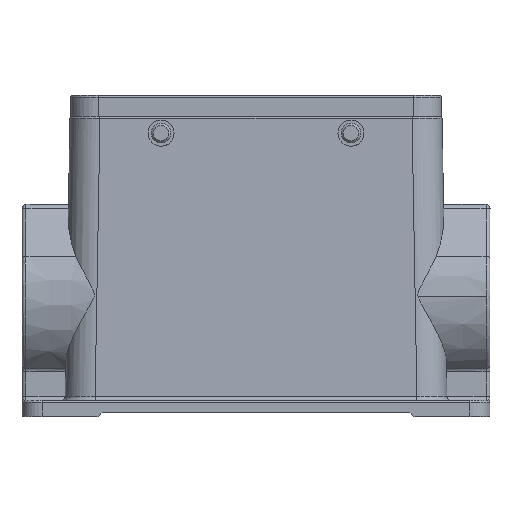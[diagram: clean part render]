
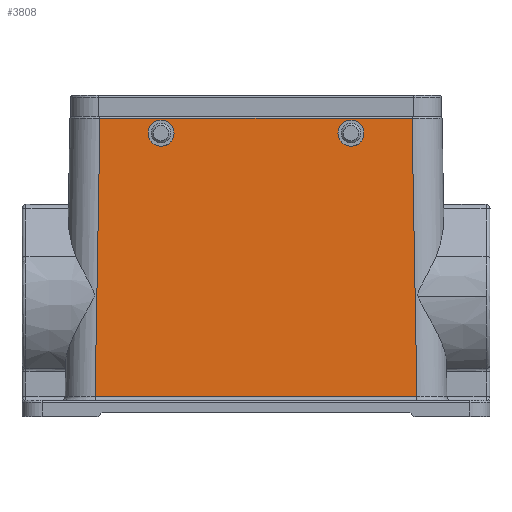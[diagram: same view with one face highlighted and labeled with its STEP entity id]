
A CAD part, top view. The second image highlights one B-rep face of the part: STEP entity #3808.
In plain terms, the highlighted planar face has unit normal (0, 0.018, 1).
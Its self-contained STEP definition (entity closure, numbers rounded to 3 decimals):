
#22 = CARTESIAN_POINT ( 'NONE',  ( -27., 46.8, 21.573 ) ) ;
#43 = CARTESIAN_POINT ( 'NONE',  ( 27., 46.8, 21.573 ) ) ;
#86 = CARTESIAN_POINT ( 'NONE',  ( -20.5, 46.8, 21.573 ) ) ;
#107 = CARTESIAN_POINT ( 'NONE',  ( -40.223, -19.017, 22.722 ) ) ;
#139 = CARTESIAN_POINT ( 'NONE',  ( 40.223, -19.017, 22.722 ) ) ;
#143 = CARTESIAN_POINT ( 'NONE',  ( 20.5, 46.8, 21.573 ) ) ;
#161 = CARTESIAN_POINT ( 'NONE',  ( 39.01, 50.509, 21.509 ) ) ;
#170 = CARTESIAN_POINT ( 'NONE',  ( -39.01, 50.509, 21.509 ) ) ;
#433 = VECTOR ( 'NONE', #9557, 1000. ) ;
#435 = VECTOR ( 'NONE', #9554, 1000. ) ;
#440 = VECTOR ( 'NONE', #9531, 1000. ) ;
#442 = VECTOR ( 'NONE', #9218, 1000. ) ;
#476 =( BOUNDED_CURVE ( )  B_SPLINE_CURVE ( 3, ( #8226, #8227, #8228, #8229 ),
 .UNSPECIFIED., .F., .T. ) 
 B_SPLINE_CURVE_WITH_KNOTS ( ( 4, 4 ),
 ( 4.712, 7.854 ),
 .UNSPECIFIED. ) 
 CURVE ( )  GEOMETRIC_REPRESENTATION_ITEM ( )  RATIONAL_B_SPLINE_CURVE ( ( 1., 0.333, 0.333, 1. ) ) 
 REPRESENTATION_ITEM ( '' )  );
#2615 = EDGE_LOOP ( 'NONE', ( #6668, #6676 ) ) ;
#2623 = EDGE_LOOP ( 'NONE', ( #6641, #6651, #6639, #6650 ) ) ;
#2625 = EDGE_LOOP ( 'NONE', ( #6644, #6640 ) ) ;
#2963 = PLANE ( 'NONE',  #10327 ) ;
#2964 = CARTESIAN_POINT ( 'NONE',  ( -49.298, 51., 21.5 ) ) ;
#2965 = DIRECTION ( 'NONE',  ( 0., 0.017, 1. ) ) ;
#2966 = DIRECTION ( 'NONE',  ( 0., -1., 0.017 ) ) ;
#3443 = EDGE_CURVE ( 'NONE', #4994, #5123, #10106, .T. ) ;
#3458 = EDGE_CURVE ( 'NONE', #5150, #5161, #9216, .T. ) ;
#3460 = EDGE_CURVE ( 'NONE', #5123, #4994, #10107, .T. ) ;
#3461 = EDGE_CURVE ( 'NONE', #5116, #5150, #9529, .T. ) ;
#3464 = EDGE_CURVE ( 'NONE', #5161, #5076, #9552, .T. ) ;
#3465 = EDGE_CURVE ( 'NONE', #5076, #5116, #9555, .T. ) ;
#3466 = EDGE_CURVE ( 'NONE', #5051, #4964, #10081, .T. ) ;
#3527 = EDGE_CURVE ( 'NONE', #4964, #5051, #476, .T. ) ;
#3808 = ADVANCED_FACE ( 'NONE', ( #10320, #10322, #10325 ), #2963, .T. ) ;
#4964 = VERTEX_POINT ( 'NONE', #22 ) ;
#4994 = VERTEX_POINT ( 'NONE', #43 ) ;
#5051 = VERTEX_POINT ( 'NONE', #86 ) ;
#5076 = VERTEX_POINT ( 'NONE', #107 ) ;
#5116 = VERTEX_POINT ( 'NONE', #139 ) ;
#5123 = VERTEX_POINT ( 'NONE', #143 ) ;
#5150 = VERTEX_POINT ( 'NONE', #161 ) ;
#5161 = VERTEX_POINT ( 'NONE', #170 ) ;
#6639 = ORIENTED_EDGE ( 'NONE', *, *, #3464, .T. ) ;
#6640 = ORIENTED_EDGE ( 'NONE', *, *, #3460, .T. ) ;
#6641 = ORIENTED_EDGE ( 'NONE', *, *, #3461, .T. ) ;
#6644 = ORIENTED_EDGE ( 'NONE', *, *, #3443, .T. ) ;
#6650 = ORIENTED_EDGE ( 'NONE', *, *, #3465, .T. ) ;
#6651 = ORIENTED_EDGE ( 'NONE', *, *, #3458, .T. ) ;
#6668 = ORIENTED_EDGE ( 'NONE', *, *, #3527, .T. ) ;
#6676 = ORIENTED_EDGE ( 'NONE', *, *, #3466, .T. ) ;
#8226 = CARTESIAN_POINT ( 'NONE',  ( -27., 46.8, 21.573 ) ) ;
#8227 = CARTESIAN_POINT ( 'NONE',  ( -27., 53.3, 21.46 ) ) ;
#8228 = CARTESIAN_POINT ( 'NONE',  ( -20.5, 53.3, 21.46 ) ) ;
#8229 = CARTESIAN_POINT ( 'NONE',  ( -20.5, 46.8, 21.573 ) ) ;
#9156 = CARTESIAN_POINT ( 'NONE',  ( 27., 46.8, 21.573 ) ) ;
#9157 = CARTESIAN_POINT ( 'NONE',  ( 27., 40.3, 21.687 ) ) ;
#9158 = CARTESIAN_POINT ( 'NONE',  ( 20.5, 40.3, 21.687 ) ) ;
#9159 = CARTESIAN_POINT ( 'NONE',  ( 20.5, 46.8, 21.573 ) ) ;
#9216 = LINE ( 'NONE', #9217, #442 ) ;
#9217 = CARTESIAN_POINT ( 'NONE',  ( -49.298, 50.509, 21.509 ) ) ;
#9218 = DIRECTION ( 'NONE',  ( -1., 0., 0. ) ) ;
#9524 = CARTESIAN_POINT ( 'NONE',  ( 20.5, 46.8, 21.573 ) ) ;
#9525 = CARTESIAN_POINT ( 'NONE',  ( 20.5, 53.3, 21.46 ) ) ;
#9526 = CARTESIAN_POINT ( 'NONE',  ( 27., 53.3, 21.46 ) ) ;
#9527 = CARTESIAN_POINT ( 'NONE',  ( 27., 46.8, 21.573 ) ) ;
#9529 = LINE ( 'NONE', #9530, #440 ) ;
#9530 = CARTESIAN_POINT ( 'NONE',  ( 40.223, -19.017, 22.722 ) ) ;
#9531 = DIRECTION ( 'NONE',  ( -0.017, 1., -0.017 ) ) ;
#9552 = LINE ( 'NONE', #9553, #435 ) ;
#9553 = CARTESIAN_POINT ( 'NONE',  ( -39.01, 50.509, 21.509 ) ) ;
#9554 = DIRECTION ( 'NONE',  ( -0.017, -1., 0.017 ) ) ;
#9555 = LINE ( 'NONE', #9556, #433 ) ;
#9556 = CARTESIAN_POINT ( 'NONE',  ( -49.298, -19.017, 22.722 ) ) ;
#9557 = DIRECTION ( 'NONE',  ( 1., 0., 0. ) ) ;
#9558 = CARTESIAN_POINT ( 'NONE',  ( -20.5, 46.8, 21.573 ) ) ;
#9559 = CARTESIAN_POINT ( 'NONE',  ( -20.5, 40.3, 21.687 ) ) ;
#9560 = CARTESIAN_POINT ( 'NONE',  ( -27., 40.3, 21.687 ) ) ;
#9561 = CARTESIAN_POINT ( 'NONE',  ( -27., 46.8, 21.573 ) ) ;
#10081 =( BOUNDED_CURVE ( )  B_SPLINE_CURVE ( 3, ( #9558, #9559, #9560, #9561 ),
 .UNSPECIFIED., .F., .T. ) 
 B_SPLINE_CURVE_WITH_KNOTS ( ( 4, 4 ),
 ( 1.571, 4.712 ),
 .UNSPECIFIED. ) 
 CURVE ( )  GEOMETRIC_REPRESENTATION_ITEM ( )  RATIONAL_B_SPLINE_CURVE ( ( 1., 0.333, 0.333, 1. ) ) 
 REPRESENTATION_ITEM ( '' )  );
#10106 =( BOUNDED_CURVE ( )  B_SPLINE_CURVE ( 3, ( #9156, #9157, #9158, #9159 ),
 .UNSPECIFIED., .F., .T. ) 
 B_SPLINE_CURVE_WITH_KNOTS ( ( 4, 4 ),
 ( 1.571, 4.712 ),
 .UNSPECIFIED. ) 
 CURVE ( )  GEOMETRIC_REPRESENTATION_ITEM ( )  RATIONAL_B_SPLINE_CURVE ( ( 1., 0.333, 0.333, 1. ) ) 
 REPRESENTATION_ITEM ( '' )  );
#10107 =( BOUNDED_CURVE ( )  B_SPLINE_CURVE ( 3, ( #9524, #9525, #9526, #9527 ),
 .UNSPECIFIED., .F., .T. ) 
 B_SPLINE_CURVE_WITH_KNOTS ( ( 4, 4 ),
 ( 4.712, 7.854 ),
 .UNSPECIFIED. ) 
 CURVE ( )  GEOMETRIC_REPRESENTATION_ITEM ( )  RATIONAL_B_SPLINE_CURVE ( ( 1., 0.333, 0.333, 1. ) ) 
 REPRESENTATION_ITEM ( '' )  );
#10320 = FACE_BOUND ( 'NONE', #2625, .T. ) ;
#10322 = FACE_OUTER_BOUND ( 'NONE', #2623, .T. ) ;
#10325 = FACE_BOUND ( 'NONE', #2615, .T. ) ;
#10327 = AXIS2_PLACEMENT_3D ( 'NONE', #2964, #2965, #2966 ) ;
